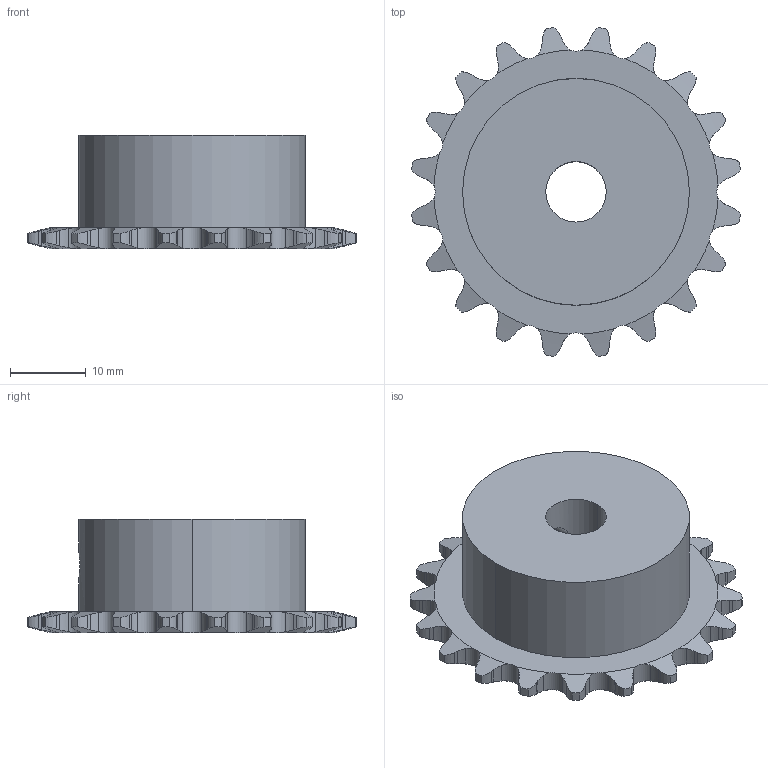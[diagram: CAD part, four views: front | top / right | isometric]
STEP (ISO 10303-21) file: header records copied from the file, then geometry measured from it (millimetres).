
FILE_DESCRIPTION (( 'STEP AP214' ), '1' );
FILE_NAME ('04C 20T Sprockets蟈謫.step', '2016-10-28T04:14:55', ( 'dell' ), ( '' ), 'SwSTEP 2.0', 'SolidWorks 2013', '' );
FILE_SCHEMA (( 'AUTOMOTIVE_DESIGN' ));
Length unit declared in the file: millimetre
Products named in the file (1): 04C 20T Sprockets蟈謫
Bounding box: 43.51 x 43.51 x 15 mm (x, y, z)
Volume: 11168.2 mm3; surface area: 4515.7 mm2
Topology: 1 solids, 1 shells, 209 faces, 618 edges, 412 vertices
Faces by surface type: cylinder 126, plane 43, cone 40
Entity records: 7748 total; most frequent: CARTESIAN_POINT 2634, ORIENTED_EDGE 1236, DIRECTION 842, EDGE_CURVE 618, VERTEX_POINT 412, AXIS2_PLACEMENT_3D 338, B_SPLINE_CURVE_WITH_KNOTS 324, EDGE_LOOP 214
